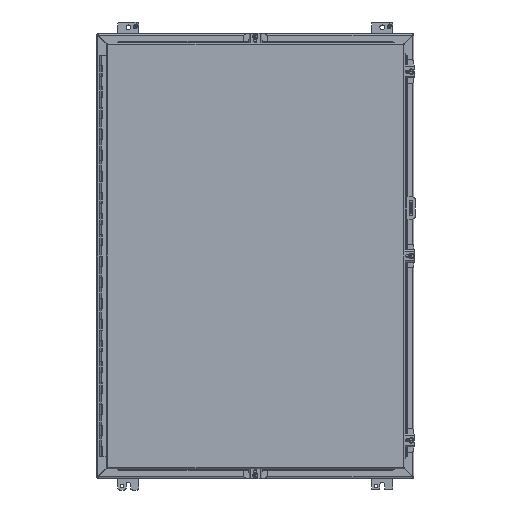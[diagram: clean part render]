
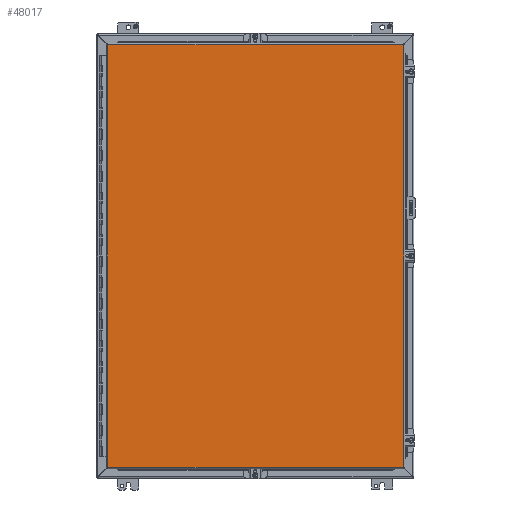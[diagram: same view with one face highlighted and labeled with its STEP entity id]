
A CAD part, front view. The second image highlights one B-rep face of the part: STEP entity #48017.
In plain terms, the highlighted planar face has unit normal (0, -1, 0).
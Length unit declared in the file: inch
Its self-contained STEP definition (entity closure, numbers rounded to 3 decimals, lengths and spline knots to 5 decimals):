
#2713 = DIRECTION ( 'NONE',  ( -1., 0., 0. ) ) ;
#2909 = VECTOR ( 'NONE', #22820, 39.37008 ) ;
#4179 = CARTESIAN_POINT ( 'NONE',  ( 14.018, -7.179, -1.9945 ) ) ;
#4918 = LINE ( 'NONE', #9614, #42868 ) ;
#5949 = VECTOR ( 'NONE', #2713, 39.37008 ) ;
#6749 = DIRECTION ( 'NONE',  ( 0., 0., -1. ) ) ;
#9614 = CARTESIAN_POINT ( 'NONE',  ( -13.954, -7.179, 37.9945 ) ) ;
#11036 = DIRECTION ( 'NONE',  ( 0., -1., 0. ) ) ;
#17229 = ORIENTED_EDGE ( 'NONE', *, *, #39074, .F. ) ;
#17491 = LINE ( 'NONE', #51234, #2909 ) ;
#20442 = PLANE ( 'NONE',  #61227 ) ;
#22820 = DIRECTION ( 'NONE',  ( 0., 0., 1. ) ) ;
#24462 = CARTESIAN_POINT ( 'NONE',  ( -13.954, -7.179, -1.9945 ) ) ;
#27719 = CARTESIAN_POINT ( 'NONE',  ( 14.018, -7.179, -1.9945 ) ) ;
#27763 = DIRECTION ( 'NONE',  ( 1., 0., 0. ) ) ;
#31493 = LINE ( 'NONE', #27719, #5949 ) ;
#31750 = LINE ( 'NONE', #45811, #35438 ) ;
#32622 = ORIENTED_EDGE ( 'NONE', *, *, #33011, .F. ) ;
#33011 = EDGE_CURVE ( 'NONE', #56353, #46145, #31750, .T. ) ;
#34501 = FACE_OUTER_BOUND ( 'NONE', #55488, .T. ) ;
#35418 = DIRECTION ( 'NONE',  ( 0., 0., -1. ) ) ;
#35438 = VECTOR ( 'NONE', #6749, 39.37008 ) ;
#39074 = EDGE_CURVE ( 'NONE', #53481, #51756, #17491, .T. ) ;
#39522 = EDGE_CURVE ( 'NONE', #46145, #53481, #31493, .T. ) ;
#42868 = VECTOR ( 'NONE', #27763, 39.37008 ) ;
#45811 = CARTESIAN_POINT ( 'NONE',  ( 14.018, -7.179, 37.9945 ) ) ;
#46145 = VERTEX_POINT ( 'NONE', #4179 ) ;
#47649 = CARTESIAN_POINT ( 'NONE',  ( 14.018, -7.179, 37.9945 ) ) ;
#48017 = ADVANCED_FACE ( 'NONE', ( #34501 ), #20442, .T. ) ;
#49175 = CARTESIAN_POINT ( 'NONE',  ( -13.954, -7.179, -1.9945 ) ) ;
#49877 = CARTESIAN_POINT ( 'NONE',  ( -13.954, -7.179, 37.9945 ) ) ;
#50833 = ORIENTED_EDGE ( 'NONE', *, *, #39522, .F. ) ;
#51234 = CARTESIAN_POINT ( 'NONE',  ( -13.954, -7.179, -1.9945 ) ) ;
#51756 = VERTEX_POINT ( 'NONE', #49877 ) ;
#53481 = VERTEX_POINT ( 'NONE', #24462 ) ;
#54344 = EDGE_CURVE ( 'NONE', #51756, #56353, #4918, .T. ) ;
#55488 = EDGE_LOOP ( 'NONE', ( #32622, #58576, #17229, #50833 ) ) ;
#56353 = VERTEX_POINT ( 'NONE', #47649 ) ;
#58576 = ORIENTED_EDGE ( 'NONE', *, *, #54344, .F. ) ;
#61227 = AXIS2_PLACEMENT_3D ( 'NONE', #49175, #11036, #35418 ) ;
